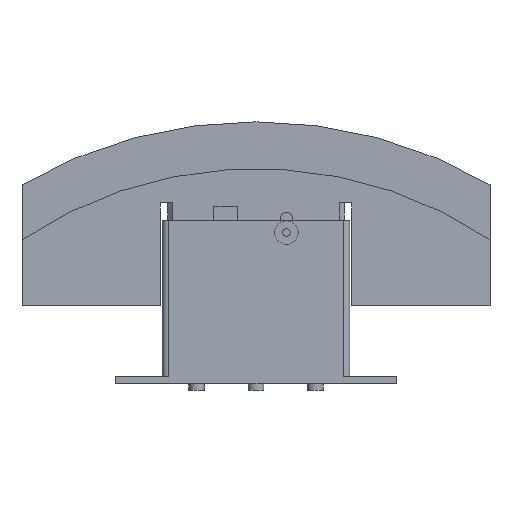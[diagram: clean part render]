
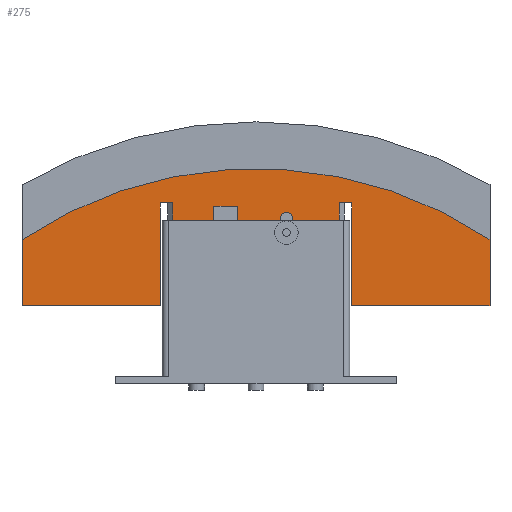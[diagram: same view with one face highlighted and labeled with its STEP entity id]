
A CAD part, front view. The second image highlights one B-rep face of the part: STEP entity #275.
In plain terms, the highlighted planar face has unit normal (0, -1, 0).
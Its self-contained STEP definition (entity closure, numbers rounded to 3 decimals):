
#275=ADVANCED_FACE('',(#584,#585,#586),#587,.F.);
#584=FACE_BOUND('',#924,.T.);
#585=FACE_BOUND('',#925,.T.);
#586=FACE_OUTER_BOUND('',#926,.T.);
#587=PLANE('',#927);
#924=EDGE_LOOP('',(#1613,#1614,#1615,#1616));
#925=EDGE_LOOP('',(#1617,#1618,#1619,#1620));
#926=EDGE_LOOP('',(#1621,#1622,#1623,#1624,#1625,#1626,#1627,#1628,#1629,#1630,#1631,#1632));
#927=AXIS2_PLACEMENT_3D('',#1633,#1634,#1635);
#1613=ORIENTED_EDGE('',*,*,#2136,.T.);
#1614=ORIENTED_EDGE('',*,*,#2145,.T.);
#1615=ORIENTED_EDGE('',*,*,#2133,.T.);
#1616=ORIENTED_EDGE('',*,*,#2143,.T.);
#1617=ORIENTED_EDGE('',*,*,#2123,.T.);
#1618=ORIENTED_EDGE('',*,*,#2157,.T.);
#1619=ORIENTED_EDGE('',*,*,#2128,.T.);
#1620=ORIENTED_EDGE('',*,*,#2158,.T.);
#1621=ORIENTED_EDGE('',*,*,#2159,.T.);
#1622=ORIENTED_EDGE('',*,*,#2155,.T.);
#1623=ORIENTED_EDGE('',*,*,#2160,.F.);
#1624=ORIENTED_EDGE('',*,*,#2161,.T.);
#1625=ORIENTED_EDGE('',*,*,#2162,.F.);
#1626=ORIENTED_EDGE('',*,*,#2163,.F.);
#1627=ORIENTED_EDGE('',*,*,#2164,.F.);
#1628=ORIENTED_EDGE('',*,*,#2165,.F.);
#1629=ORIENTED_EDGE('',*,*,#2166,.F.);
#1630=ORIENTED_EDGE('',*,*,#2167,.F.);
#1631=ORIENTED_EDGE('',*,*,#2168,.F.);
#1632=ORIENTED_EDGE('',*,*,#2169,.F.);
#1633=CARTESIAN_POINT('',(0.0,-16.5,-132.0));
#1634=DIRECTION('',(0.0,1.0,0.0));
#1635=DIRECTION('',(-1.0,0.0,0.0));
#2123=EDGE_CURVE('',#2564,#2568,#2570,.T.);
#2128=EDGE_CURVE('',#2573,#2577,#2579,.T.);
#2133=EDGE_CURVE('',#2582,#2586,#2588,.T.);
#2136=EDGE_CURVE('',#2593,#2590,#2594,.T.);
#2143=EDGE_CURVE('',#2586,#2593,#2602,.T.);
#2145=EDGE_CURVE('',#2590,#2582,#2604,.T.);
#2155=EDGE_CURVE('',#2616,#2620,#2622,.T.);
#2157=EDGE_CURVE('',#2568,#2573,#2624,.T.);
#2158=EDGE_CURVE('',#2577,#2564,#2625,.T.);
#2159=EDGE_CURVE('',#2626,#2616,#2627,.T.);
#2160=EDGE_CURVE('',#2628,#2620,#2629,.T.);
#2161=EDGE_CURVE('',#2628,#2630,#2631,.T.);
#2162=EDGE_CURVE('',#2632,#2630,#2633,.T.);
#2163=EDGE_CURVE('',#2634,#2632,#2635,.T.);
#2164=EDGE_CURVE('',#2636,#2634,#2637,.T.);
#2165=EDGE_CURVE('',#2638,#2636,#2639,.T.);
#2166=EDGE_CURVE('',#2640,#2638,#2641,.T.);
#2167=EDGE_CURVE('',#2642,#2640,#2643,.T.);
#2168=EDGE_CURVE('',#2644,#2642,#2645,.T.);
#2169=EDGE_CURVE('',#2626,#2644,#2646,.T.);
#2564=VERTEX_POINT('',#3173);
#2568=VERTEX_POINT('',#3178);
#2570=CIRCLE('',#3181,4.0);
#2573=VERTEX_POINT('',#3184);
#2577=VERTEX_POINT('',#3189);
#2579=CIRCLE('',#3192,4.0);
#2582=VERTEX_POINT('',#3195);
#2586=VERTEX_POINT('',#3201);
#2588=LINE('',#3204,#3205);
#2590=VERTEX_POINT('',#3207);
#2593=VERTEX_POINT('',#3211);
#2594=LINE('',#3212,#3213);
#2602=LINE('',#3225,#3226);
#2604=LINE('',#3228,#3229);
#2616=VERTEX_POINT('',#3245);
#2620=VERTEX_POINT('',#3251);
#2622=LINE('',#3254,#3255);
#2624=LINE('',#3257,#3258);
#2625=LINE('',#3259,#3260);
#2626=VERTEX_POINT('',#3261);
#2627=LINE('',#3262,#3263);
#2628=VERTEX_POINT('',#3264);
#2629=LINE('',#3265,#3266);
#2630=VERTEX_POINT('',#3267);
#2631=LINE('',#3268,#3269);
#2632=VERTEX_POINT('',#3270);
#2633=LINE('',#3271,#3272);
#2634=VERTEX_POINT('',#3273);
#2635=LINE('',#3274,#3275);
#2636=VERTEX_POINT('',#3276);
#2637=LINE('',#3277,#3278);
#2638=VERTEX_POINT('',#3279);
#2639=LINE('',#3280,#3281);
#2640=VERTEX_POINT('',#3282);
#2641=CIRCLE('',#3283,270.0);
#2642=VERTEX_POINT('',#3284);
#2643=LINE('',#3285,#3286);
#2644=VERTEX_POINT('',#3287);
#2645=LINE('',#3288,#3289);
#2646=LINE('',#3290,#3291);
#3173=CARTESIAN_POINT('',(15.5,-16.5,106.));
#3178=CARTESIAN_POINT('',(23.5,-16.5,106.));
#3181=AXIS2_PLACEMENT_3D('',#3717,#3718,#3719);
#3184=CARTESIAN_POINT('',(23.5,-16.5,48.));
#3189=CARTESIAN_POINT('',(15.5,-16.5,48.));
#3192=AXIS2_PLACEMENT_3D('',#3725,#3726,#3727);
#3195=CARTESIAN_POINT('',(-27.001,-16.5,114.001));
#3201=CARTESIAN_POINT('',(-11.999,-16.5,114.001));
#3204=CARTESIAN_POINT('',(-9.75,-16.5,114.001));
#3205=VECTOR('',#3731,1.0);
#3207=CARTESIAN_POINT('',(-27.001,-16.5,51.999));
#3211=CARTESIAN_POINT('',(-11.999,-16.5,51.999));
#3212=CARTESIAN_POINT('',(-9.75,-16.5,51.999));
#3213=VECTOR('',#3733,1.0);
#3225=CARTESIAN_POINT('',(-11.999,-16.5,-24.5));
#3226=VECTOR('',#3738,1.0);
#3228=CARTESIAN_POINT('',(-27.001,-16.5,-24.5));
#3229=VECTOR('',#3739,1.0);
#3245=CARTESIAN_POINT('',(-53.5,-16.5,116.0));
#3251=CARTESIAN_POINT('',(-53.5,-16.5,15.0));
#3254=CARTESIAN_POINT('',(-53.5,-16.5,-58.5));
#3255=VECTOR('',#3747,1.0);
#3257=CARTESIAN_POINT('',(23.5,-16.5,-27.5));
#3258=VECTOR('',#3748,1.0);
#3259=CARTESIAN_POINT('',(15.5,-16.5,-20.25));
#3260=VECTOR('',#3749,1.0);
#3261=CARTESIAN_POINT('',(-61.5,-16.5,116.0));
#3262=CARTESIAN_POINT('',(-28.558,-16.5,116.0));
#3263=VECTOR('',#3750,1.0);
#3264=CARTESIAN_POINT('',(53.5,-16.5,15.0));
#3265=CARTESIAN_POINT('',(0.0,-16.5,15.0));
#3266=VECTOR('',#3751,1.0);
#3267=CARTESIAN_POINT('',(53.5,-16.5,116.0));
#3268=CARTESIAN_POINT('',(53.5,-16.5,-58.5));
#3269=VECTOR('',#3752,1.0);
#3270=CARTESIAN_POINT('',(61.5,-16.5,116.0));
#3271=CARTESIAN_POINT('',(0.0,-16.5,116.0));
#3272=VECTOR('',#3753,1.0);
#3273=CARTESIAN_POINT('',(61.5,-16.5,50.0));
#3274=CARTESIAN_POINT('',(61.5,-16.5,-33.25));
#3275=VECTOR('',#3754,1.0);
#3276=CARTESIAN_POINT('',(150.0,-16.5,50.0));
#3277=CARTESIAN_POINT('',(0.0,-16.5,50.0));
#3278=VECTOR('',#3755,1.0);
#3279=CARTESIAN_POINT('',(150.0,-16.5,92.499));
#3280=CARTESIAN_POINT('',(150.0,-16.5,-30.298));
#3281=VECTOR('',#3756,1.0);
#3282=CARTESIAN_POINT('',(-150.0,-16.5,92.499));
#3283=AXIS2_PLACEMENT_3D('',#3757,#3758,#3759);
#3284=CARTESIAN_POINT('',(-150.0,-16.5,50.0));
#3285=CARTESIAN_POINT('',(-150.0,-16.5,-30.298));
#3286=VECTOR('',#3760,1.0);
#3287=CARTESIAN_POINT('',(-61.5,-16.5,50.0));
#3288=CARTESIAN_POINT('',(0.0,-16.5,50.0));
#3289=VECTOR('',#3761,1.0);
#3290=CARTESIAN_POINT('',(-61.5,-16.5,-33.25));
#3291=VECTOR('',#3762,1.0);
#3717=CARTESIAN_POINT('',(19.5,-16.5,106.));
#3718=DIRECTION('',(0.0,1.0,0.0));
#3719=DIRECTION('',(1.,0.0,0.));
#3725=CARTESIAN_POINT('',(19.5,-16.5,48.));
#3726=DIRECTION('',(0.0,1.0,0.0));
#3727=DIRECTION('',(-1.,-0.0,0.));
#3731=DIRECTION('',(1.0,0.0,0.0));
#3733=DIRECTION('',(-1.0,0.0,0.0));
#3738=DIRECTION('',(0.0,0.0,-1.0));
#3739=DIRECTION('',(0.0,0.0,1.0));
#3747=DIRECTION('',(0.0,0.0,-1.0));
#3748=DIRECTION('',(0.0,0.0,-1.0));
#3749=DIRECTION('',(0.0,-0.0,1.0));
#3750=DIRECTION('',(1.0,0.0,0.0));
#3751=DIRECTION('',(-1.0,0.0,0.0));
#3752=DIRECTION('',(0.0,-0.0,1.0));
#3753=DIRECTION('',(-1.0,0.0,0.0));
#3754=DIRECTION('',(0.0,-0.0,1.0));
#3755=DIRECTION('',(-1.0,0.0,0.0));
#3756=DIRECTION('',(0.0,0.0,-1.0));
#3757=CARTESIAN_POINT('',(0.0,-16.5,-132.0));
#3758=DIRECTION('',(0.0,1.0,0.0));
#3759=DIRECTION('',(-1.0,0.0,0.0));
#3760=DIRECTION('',(0.0,-0.0,1.0));
#3761=DIRECTION('',(-1.0,0.0,0.0));
#3762=DIRECTION('',(0.0,0.0,-1.0));
